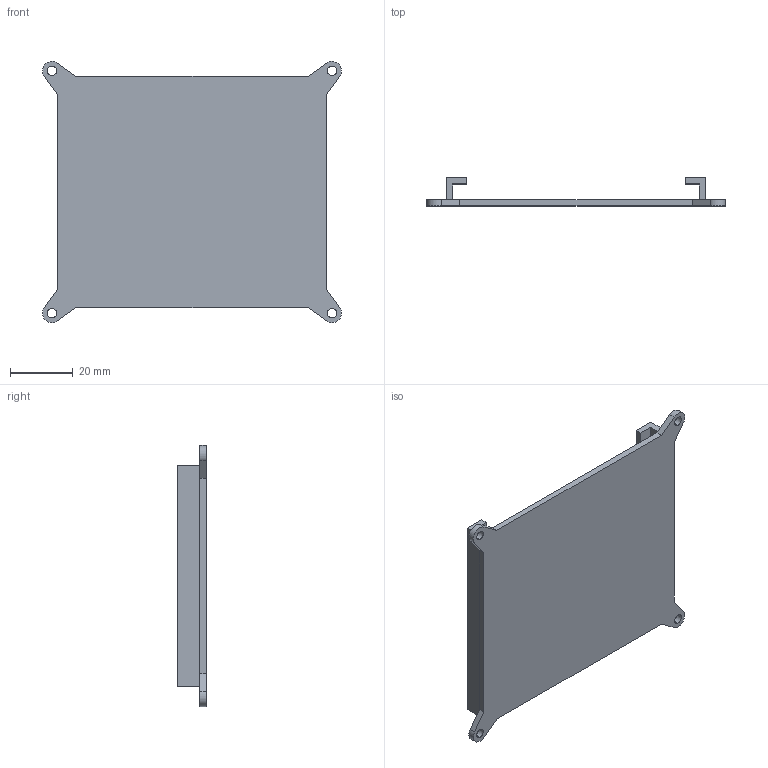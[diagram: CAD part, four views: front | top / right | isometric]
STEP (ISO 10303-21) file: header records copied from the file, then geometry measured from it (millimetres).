
FILE_DESCRIPTION (( 'STEP AP203' ), '1' );
FILE_NAME ('esp_base.STEP', '2025-09-09T09:02:31', ( '' ), ( '' ), 'SwSTEP 2.0', 'SolidWorks 2025', '' );
FILE_SCHEMA (( 'CONFIG_CONTROL_DESIGN' ));
Length unit declared in the file: millimetre
Products named in the file (1): esp_base
Bounding box: 95.03 x 9 x 83.03 mm (x, y, z)
Volume: 16108.9 mm3; surface area: 17002.1 mm2
Topology: 1 solids, 1 shells, 42 faces, 114 edges, 76 vertices
Faces by surface type: plane 28, cylinder 14
Entity records: 1419 total; most frequent: CARTESIAN_POINT 233, ORIENTED_EDGE 228, DIRECTION 228, EDGE_CURVE 114, LINE 86, VECTOR 86, VERTEX_POINT 76, AXIS2_PLACEMENT_3D 71
